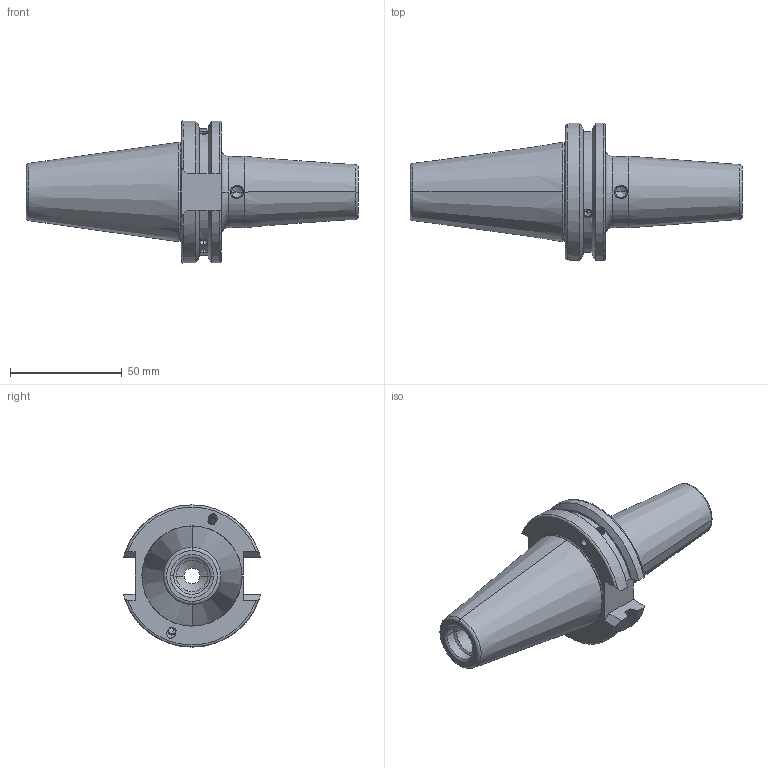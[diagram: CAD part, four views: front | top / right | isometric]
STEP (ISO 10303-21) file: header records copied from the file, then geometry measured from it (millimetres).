
FILE_DESCRIPTION((''),'2;1');
FILE_NAME('VB028-CCT40ADB-SFH0_375-3_15','2020-03-27T',('MYPC'),(''),'PRO/ENGINEER BY PARAMETRIC TECHNOLOGY CORPORATION, 2012130','PRO/ENGINEER BY PARAMETRIC TECHNOLOGY CORPORATION, 2012130','');
FILE_SCHEMA(('CONFIG_CONTROL_DESIGN'));
Length unit declared in the file: inch
Products named in the file (1): VB028-CCT40ADB-SFH0_375-3_15
Bounding box: 148.26 x 61.36 x 63.47 mm (x, y, z)
Volume: 138504.9 mm3; surface area: 29424.6 mm2
Topology: 1 solids, 5 shells, 161 faces, 418 edges, 252 vertices
Faces by surface type: cylinder 66, cone 46, plane 33, torus 16
Entity records: 5335 total; most frequent: CARTESIAN_POINT 1494, DIRECTION 800, ORIENTED_EDGE 770, EDGE_CURVE 398, AXIS2_PLACEMENT_3D 324, VERTEX_POINT 252, EDGE_LOOP 184, CIRCLE 162
